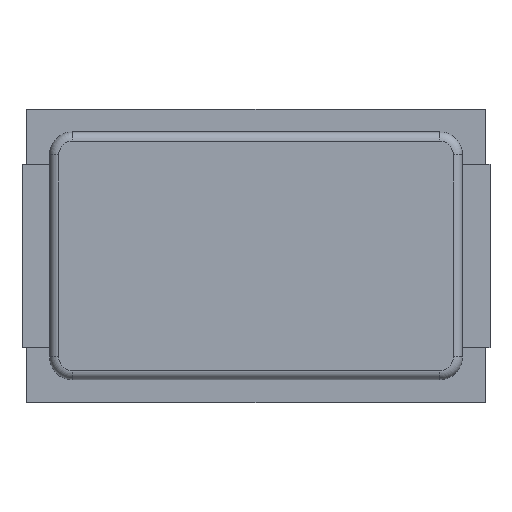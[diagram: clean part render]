
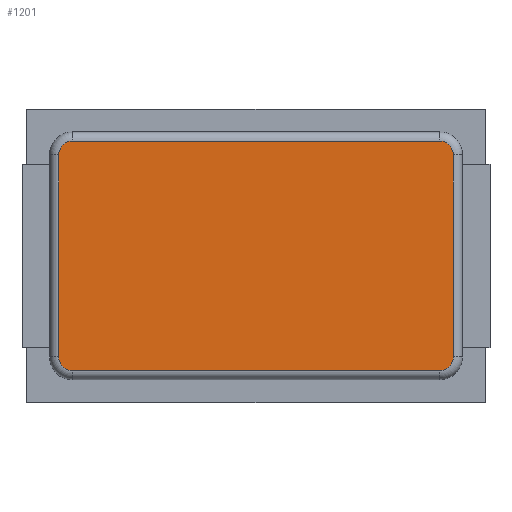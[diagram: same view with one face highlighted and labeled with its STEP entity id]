
A CAD part, top view. The second image highlights one B-rep face of the part: STEP entity #1201.
In plain terms, the highlighted planar face has unit normal (0, 0, 1).
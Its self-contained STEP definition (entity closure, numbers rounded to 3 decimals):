
#777 = CARTESIAN_POINT ( 'NONE',  ( 2., -1.25, 1.3 ) ) ;
#778 = VERTEX_POINT ( 'NONE', #777 ) ;
#787 = CARTESIAN_POINT ( 'NONE',  ( 2.15, -1.1, 1.3 ) ) ;
#788 = VERTEX_POINT ( 'NONE', #787 ) ;
#796 = CARTESIAN_POINT ( 'NONE',  ( 2., -1.1, 1.3 ) ) ;
#797 = DIRECTION ( 'NONE',  ( 0., 0., 1. ) ) ;
#798 = DIRECTION ( 'NONE',  ( 0., 1., 0. ) ) ;
#799 = AXIS2_PLACEMENT_3D ( 'NONE', #796, #797, #798 ) ;
#800 = CIRCLE ( 'NONE', #799, 0.15) ;
#801 = EDGE_CURVE ( 'NONE', #778, #788, #800, .T. ) ;
#811 = CARTESIAN_POINT ( 'NONE',  ( -2., 1.25, 1.3 ) ) ;
#812 = VERTEX_POINT ( 'NONE', #811 ) ;
#829 = CARTESIAN_POINT ( 'NONE',  ( -2.15, 1.1, 1.3 ) ) ;
#830 = VERTEX_POINT ( 'NONE', #829 ) ;
#838 = CARTESIAN_POINT ( 'NONE',  ( -2., 1.1, 1.3 ) ) ;
#839 = DIRECTION ( 'NONE',  ( 0., 0., 1. ) ) ;
#840 = DIRECTION ( 'NONE',  ( 0., 1., 0. ) ) ;
#841 = AXIS2_PLACEMENT_3D ( 'NONE', #838, #839, #840 ) ;
#842 = CIRCLE ( 'NONE', #841, 0.15) ;
#843 = EDGE_CURVE ( 'NONE', #812, #830, #842, .T. ) ;
#853 = CARTESIAN_POINT ( 'NONE',  ( 2., 1.25, 1.3 ) ) ;
#854 = VERTEX_POINT ( 'NONE', #853 ) ;
#862 = CARTESIAN_POINT ( 'NONE',  ( 2.15, 1.1, 1.3 ) ) ;
#863 = VERTEX_POINT ( 'NONE', #862 ) ;
#864 = CARTESIAN_POINT ( 'NONE',  ( 2., 1.1, 1.3 ) ) ;
#865 = DIRECTION ( 'NONE',  ( 0., 0., 1. ) ) ;
#866 = DIRECTION ( 'NONE',  ( 0., 1., 0. ) ) ;
#867 = AXIS2_PLACEMENT_3D ( 'NONE', #864, #865, #866 ) ;
#868 = CIRCLE ( 'NONE', #867, 0.15) ;
#869 = EDGE_CURVE ( 'NONE', #863, #854, #868, .T. ) ;
#1156 = CARTESIAN_POINT ( 'NONE',  ( -2., -1.25, 1.3 ) ) ;
#1157 = VERTEX_POINT ( 'NONE', #1156 ) ;
#1158 = CARTESIAN_POINT ( 'NONE',  ( 0., -1.25, 1.3 ) ) ;
#1159 = DIRECTION ( 'NONE',  ( 1., 0., 0. ) ) ;
#1160 = VECTOR ( 'NONE', #1159, 1000. ) ;
#1161 = LINE ( 'NONE', #1158, #1160 ) ;
#1162 = EDGE_CURVE ( 'NONE', #1157, #778, #1161, .T. ) ;
#1163 = ORIENTED_EDGE ( 'NONE', *, *, #1162, .T. ) ;
#1164 = ORIENTED_EDGE ( 'NONE', *, *, #801, .T. ) ;
#1165 = CARTESIAN_POINT ( 'NONE',  ( 2.15, 0., 1.3 ) ) ;
#1166 = DIRECTION ( 'NONE',  ( 0., 1., 0. ) ) ;
#1167 = VECTOR ( 'NONE', #1166, 1000. ) ;
#1168 = LINE ( 'NONE', #1165, #1167 ) ;
#1169 = EDGE_CURVE ( 'NONE', #788, #863, #1168, .T. ) ;
#1170 = ORIENTED_EDGE ( 'NONE', *, *, #1169, .T. ) ;
#1171 = ORIENTED_EDGE ( 'NONE', *, *, #869, .T. ) ;
#1172 = CARTESIAN_POINT ( 'NONE',  ( 0., 1.25, 1.3 ) ) ;
#1173 = DIRECTION ( 'NONE',  ( -1., 0., 0. ) ) ;
#1174 = VECTOR ( 'NONE', #1173, 1000. ) ;
#1175 = LINE ( 'NONE', #1172, #1174 ) ;
#1176 = EDGE_CURVE ( 'NONE', #854, #812, #1175, .T. ) ;
#1177 = ORIENTED_EDGE ( 'NONE', *, *, #1176, .T. ) ;
#1178 = ORIENTED_EDGE ( 'NONE', *, *, #843, .T. ) ;
#1179 = CARTESIAN_POINT ( 'NONE',  ( -2.15, -1.1, 1.3 ) ) ;
#1180 = VERTEX_POINT ( 'NONE', #1179 ) ;
#1181 = CARTESIAN_POINT ( 'NONE',  ( -2.15, 0., 1.3 ) ) ;
#1182 = DIRECTION ( 'NONE',  ( 0., -1., 0. ) ) ;
#1183 = VECTOR ( 'NONE', #1182, 1000. ) ;
#1184 = LINE ( 'NONE', #1181, #1183 ) ;
#1185 = EDGE_CURVE ( 'NONE', #830, #1180, #1184, .T. ) ;
#1186 = ORIENTED_EDGE ( 'NONE', *, *, #1185, .T. ) ;
#1187 = CARTESIAN_POINT ( 'NONE',  ( -2., -1.1, 1.3 ) ) ;
#1188 = DIRECTION ( 'NONE',  ( 0., 0., 1. ) ) ;
#1189 = DIRECTION ( 'NONE',  ( 0., 1., 0. ) ) ;
#1190 = AXIS2_PLACEMENT_3D ( 'NONE', #1187, #1188, #1189 ) ;
#1191 = CIRCLE ( 'NONE', #1190, 0.15) ;
#1192 = EDGE_CURVE ( 'NONE', #1180, #1157, #1191, .T. ) ;
#1193 = ORIENTED_EDGE ( 'NONE', *, *, #1192, .T. ) ;
#1194 = EDGE_LOOP ( 'NONE', ( #1163, #1164, #1170, #1171, #1177, #1178, #1186, #1193 ) ) ;
#1195 = FACE_OUTER_BOUND ( 'NONE', #1194, .T. ) ;
#1196 = CARTESIAN_POINT ( 'NONE',  ( 0., 0., 1.3 ) ) ;
#1197 = DIRECTION ( 'NONE',  ( 0., 0., -1. ) ) ;
#1198 = DIRECTION ( 'NONE',  ( 0., 1., 0. ) ) ;
#1199 = AXIS2_PLACEMENT_3D ( 'NONE', #1196, #1197, #1198 ) ;
#1200 = PLANE ( 'NONE', #1199 ) ;
#1201 = ADVANCED_FACE ( 'NONE', ( #1195 ), #1200, .F. ) ;
